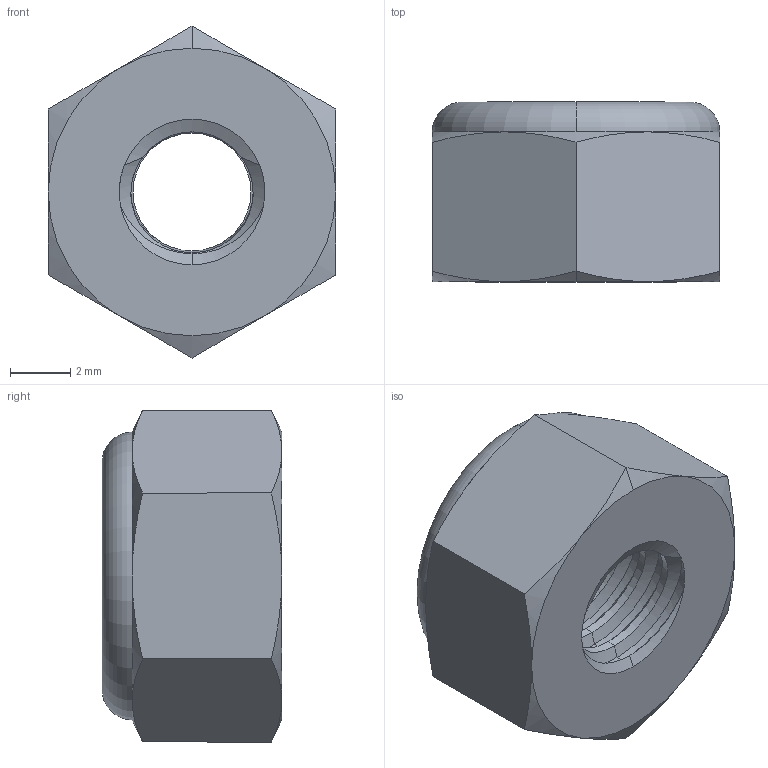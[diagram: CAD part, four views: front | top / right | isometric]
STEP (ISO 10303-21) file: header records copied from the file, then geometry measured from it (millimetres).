
FILE_DESCRIPTION (( 'STEP AP203' ), '1' );
FILE_NAME ('91831A011_18-8 Stainless Steel Nylon-Insert Locknut.STEP', '2021-07-09T20:52:41', ( 'Administrator' ), ( 'Managed by Terraform' ), 'SwSTEP 2.0', 'SolidWorks 2017', '' );
FILE_SCHEMA (( 'CONFIG_CONTROL_DESIGN' ));
Length unit declared in the file: inch
Products named in the file (1): 91831A011_18-8 Stainless Steel Nylon-Insert Locknut
Bounding box: 9.53 x 5.95 x 11 mm (x, y, z)
Volume: 352.8 mm3; surface area: 620.5 mm2
Topology: 2 solids, 2 shells, 81 faces, 175 edges, 100 vertices
Faces by surface type: cone 38, cylinder 25, plane 12, torus 6
Entity records: 2847 total; most frequent: CARTESIAN_POINT 1089, ORIENTED_EDGE 350, DIRECTION 347, EDGE_CURVE 175, AXIS2_PLACEMENT_3D 150, VERTEX_POINT 100, EDGE_LOOP 87, FACE_OUTER_BOUND 81
